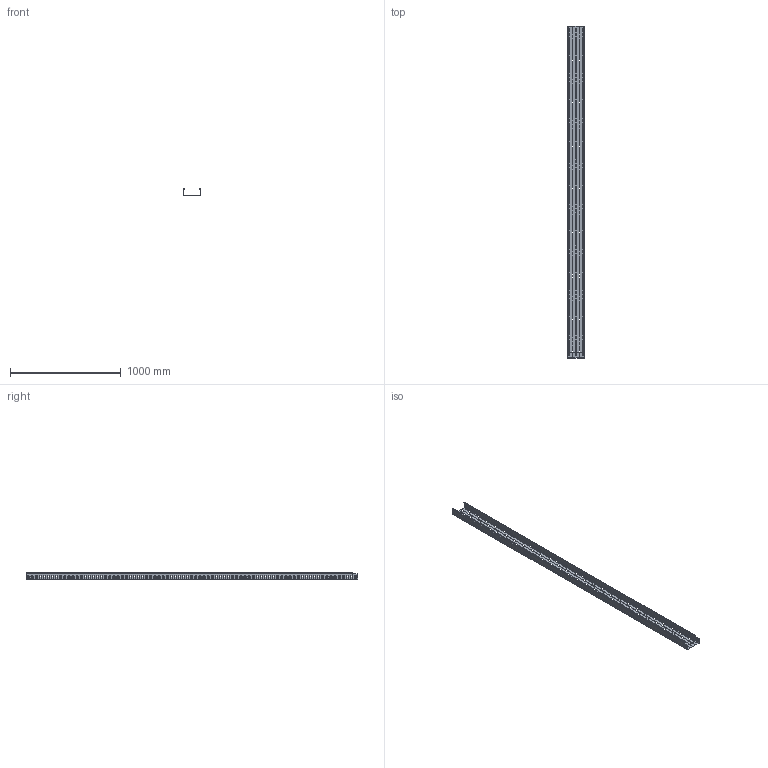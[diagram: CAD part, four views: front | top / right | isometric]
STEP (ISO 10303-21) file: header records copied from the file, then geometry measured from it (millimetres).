
FILE_DESCRIPTION(/* description */ (''),/* implementation_level */ '2;1');
FILE_NAME(/* name */ 'KCL_KCOL150H60_3.stp',/* time_stamp */ '2020-03-24T11:36:00+01:00',/* author */ ('stanislaw.luczak'),/* organization */ (''),/* preprocessor_version */ 'ST-DEVELOPER v18',/* originating_system */ 'Autodesk Inventor 2020',/* authorisation */ '');
FILE_SCHEMA (('AUTOMOTIVE_DESIGN { 1 0 10303 214 3 1 1 }'));
Products named in the file (1): 150H60N_KGJ_3M
Bounding box: 151.4 x 3000 x 60.67 mm (x, y, z)
Volume: 521232.7 mm3; surface area: 1521605 mm2
Topology: 1 solids, 1 shells, 3077 faces, 9239 edges, 6146 vertices
Faces by surface type: cylinder 1547, plane 1522, torus 6, bspline 2
Entity records: 107808 total; most frequent: CARTESIAN_POINT 18787, ORIENTED_EDGE 18478, DIRECTION 18429, EDGE_CURVE 9239, AXIS2_PLACEMENT_3D 6158, VERTEX_POINT 6146, LINE 6113, VECTOR 6113
